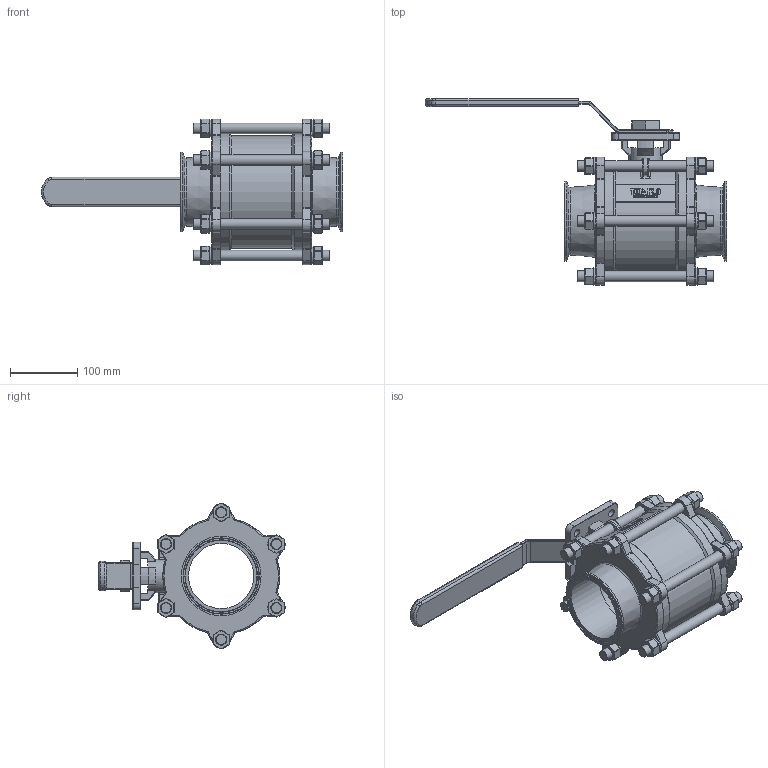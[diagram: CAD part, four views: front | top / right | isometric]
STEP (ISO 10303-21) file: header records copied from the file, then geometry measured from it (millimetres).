
FILE_DESCRIPTION(/* description */ (''),/* implementation_level */ '2;1');
FILE_NAME(/* name */ '384340TEF4.stp',/* time_stamp */ '2022-06-20T14:32:44-04:00',/* author */ ('ken'),/* organization */ (''),/* preprocessor_version */ 'ST-DEVELOPER v18.1',/* originating_system */ 'Autodesk Inventor 2020',/* authorisation */ '');
FILE_SCHEMA (('AUTOMOTIVE_DESIGN { 1 0 10303 214 3 1 1 }'));
Length unit declared in the file: inch
Products named in the file (8): 384340TEF4; 4.0 TEF4 BODY; 4.0 TEF4 CLAMP CONNECTION; 4.0 TEF4 HANDLE; 4.0 TEF4 HANDLE NUT; 4.0 TEF4 BOLT; 4.0 TEF4 WASHER; 4.0 TEF4 NUT
Assembly tree (35 placements, depth 2):
  384340TEF4
    4.0 TEF4 BODY
    4.0 TEF4 CLAMP CONNECTION  x2
    4.0 TEF4 HANDLE
    4.0 TEF4 HANDLE NUT
    4.0 TEF4 BOLT  x6
    4.0 TEF4 WASHER  x12
    4.0 TEF4 NUT  x12
Bounding box: 449.27 x 278.23 x 217.76 mm (x, y, z)
Volume: 3068158.1 mm3; surface area: 488909.2 mm2
Topology: 35 solids, 35 shells, 1743 faces, 4149 edges, 2520 vertices
Faces by surface type: plane 1047, bspline 306, cylinder 203, cone 115, torus 68, sphere 4
Full cylindrical faces by diameter (mm): 11.112 x4, 15.748 x12, 15.875 x6, 16.967 x12, 25.4 x1, 49.657 x1, 58.301 x1, 97.384 x3, 101.6 x2, 118.923 x2, 173.831 x1, 174.625 x1
Entity records: 35987 total; most frequent: CARTESIAN_POINT 10827, ORIENTED_EDGE 5426, DIRECTION 4114, EDGE_CURVE 2713, VERTEX_POINT 1733, LINE 1720, VECTOR 1720, AXIS2_PLACEMENT_3D 1197
